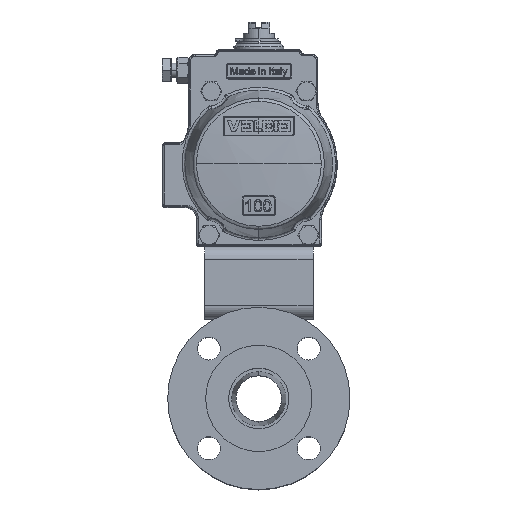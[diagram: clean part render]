
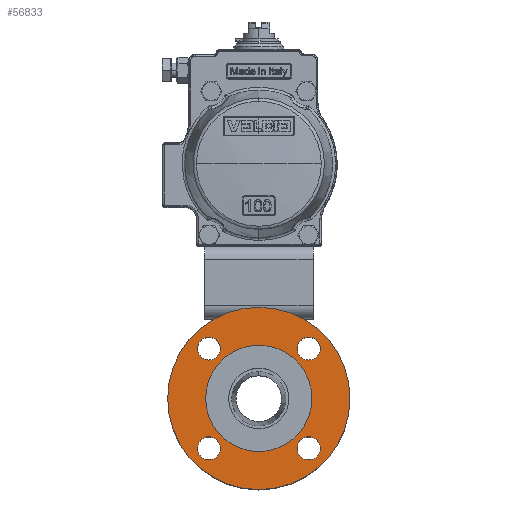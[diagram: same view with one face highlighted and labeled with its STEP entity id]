
A CAD part, top view. The second image highlights one B-rep face of the part: STEP entity #56833.
In plain terms, the highlighted planar face has unit normal (0, 0, 1).
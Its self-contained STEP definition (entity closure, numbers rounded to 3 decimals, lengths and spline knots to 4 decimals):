
#365 = EDGE_CURVE ( 'NONE', #13142, #29939, #64505, .T. ) ;
#2417 = EDGE_CURVE ( 'NONE', #29939, #13142, #10117, .T. ) ;
#3816 = AXIS2_PLACEMENT_3D ( 'NONE', #31829, #70358, #37334 ) ;
#4053 = ORIENTED_EDGE ( 'NONE', *, *, #365, .F. ) ;
#5340 = AXIS2_PLACEMENT_3D ( 'NONE', #31893, #70419, #37390 ) ;
#7475 = EDGE_CURVE ( 'NONE', #42997, #39295, #48632, .T. ) ;
#8434 = DIRECTION ( 'NONE',  ( 0., 0., -1. ) ) ;
#10117 = CIRCLE ( 'NONE', #57687, 0.3185 ) ;
#10646 = DIRECTION ( 'NONE',  ( 0., 0., 1. ) ) ;
#11609 = FACE_OUTER_BOUND ( 'NONE', #68506, .T. ) ;
#12585 = CARTESIAN_POINT ( 'NONE',  ( 1.0605, 1.379, 2.397 ) ) ;
#12707 = EDGE_CURVE ( 'NONE', #27611, #45132, #19025, .T. ) ;
#13142 = VERTEX_POINT ( 'NONE', #22864 ) ;
#13306 = ORIENTED_EDGE ( 'NONE', *, *, #52248, .F. ) ;
#13382 = FACE_BOUND ( 'NONE', #43668, .T. ) ;
#13764 = CARTESIAN_POINT ( 'NONE',  ( 1.379, 1.379, 2.397 ) ) ;
#13841 = AXIS2_PLACEMENT_3D ( 'NONE', #26379, #64853, #31888 ) ;
#14176 = CARTESIAN_POINT ( 'NONE',  ( 1.6975, 1.379, 2.397 ) ) ;
#15720 = DIRECTION ( 'NONE',  ( -1., 0., 0. ) ) ;
#17357 = EDGE_CURVE ( 'NONE', #45132, #27611, #17649, .T. ) ;
#17561 = ORIENTED_EDGE ( 'NONE', *, *, #2417, .F. ) ;
#17649 = CIRCLE ( 'NONE', #29718, 0.3185 ) ;
#17960 = AXIS2_PLACEMENT_3D ( 'NONE', #65013, #10646, #15720 ) ;
#18043 = CARTESIAN_POINT ( 'NONE',  ( -1.379, 1.379, 2.397 ) ) ;
#18538 = EDGE_CURVE ( 'NONE', #53578, #30421, #34306, .T. ) ;
#18950 = CARTESIAN_POINT ( 'NONE',  ( 1.379, 1.379, 2.397 ) ) ;
#19025 = CIRCLE ( 'NONE', #37303, 0.3185 ) ;
#19160 = PLANE ( 'NONE',  #35822 ) ;
#19201 = VERTEX_POINT ( 'NONE', #44463 ) ;
#19203 = CIRCLE ( 'NONE', #13841, 0.3185 ) ;
#19269 = ORIENTED_EDGE ( 'NONE', *, *, #49741, .F. ) ;
#19291 = DIRECTION ( 'NONE',  ( 1., 0., 0. ) ) ;
#19587 = DIRECTION ( 'NONE',  ( 0., 0., 1. ) ) ;
#21287 = EDGE_LOOP ( 'NONE', ( #52286, #52969 ) ) ;
#21381 = CARTESIAN_POINT ( 'NONE',  ( 0., 0., 2.397 ) ) ;
#22303 = EDGE_CURVE ( 'NONE', #63956, #60911, #27159, .T. ) ;
#22688 = ORIENTED_EDGE ( 'NONE', *, *, #22303, .F. ) ;
#22864 = CARTESIAN_POINT ( 'NONE',  ( -1.379, -1.0605, 2.397 ) ) ;
#23588 = DIRECTION ( 'NONE',  ( 0., 1., 0. ) ) ;
#24474 = DIRECTION ( 'NONE',  ( 1., 0., 0. ) ) ;
#24674 = CARTESIAN_POINT ( 'NONE',  ( 0., 1.4695, 2.397 ) ) ;
#24675 = ORIENTED_EDGE ( 'NONE', *, *, #63016, .F. ) ;
#26257 = FACE_BOUND ( 'NONE', #50821, .T. ) ;
#26379 = CARTESIAN_POINT ( 'NONE',  ( -1.379, 1.379, 2.397 ) ) ;
#26409 = DIRECTION ( 'NONE',  ( 0., 0., 1. ) ) ;
#26917 = DIRECTION ( 'NONE',  ( 0., 1., 0. ) ) ;
#27159 = CIRCLE ( 'NONE', #47409, 0.3185 ) ;
#27611 = VERTEX_POINT ( 'NONE', #40193 ) ;
#29326 = CARTESIAN_POINT ( 'NONE',  ( -1.6975, 1.379, 2.397 ) ) ;
#29718 = AXIS2_PLACEMENT_3D ( 'NONE', #59351, #26409, #64878 ) ;
#29834 = CARTESIAN_POINT ( 'NONE',  ( -1.0605, 1.379, 2.397 ) ) ;
#29939 = VERTEX_POINT ( 'NONE', #70799 ) ;
#30421 = VERTEX_POINT ( 'NONE', #29326 ) ;
#31388 = EDGE_CURVE ( 'NONE', #60911, #63956, #58527, .T. ) ;
#31829 = CARTESIAN_POINT ( 'NONE',  ( 0., 0., 2.397 ) ) ;
#31888 = DIRECTION ( 'NONE',  ( 0., 1., 0. ) ) ;
#31893 = CARTESIAN_POINT ( 'NONE',  ( 0., 0., 2.397 ) ) ;
#32487 = AXIS2_PLACEMENT_3D ( 'NONE', #13764, #52217, #19291 ) ;
#34306 = CIRCLE ( 'NONE', #35287, 0.3185 ) ;
#34627 = EDGE_CURVE ( 'NONE', #39295, #42997, #44538, .T. ) ;
#34703 = ORIENTED_EDGE ( 'NONE', *, *, #17357, .F. ) ;
#35287 = AXIS2_PLACEMENT_3D ( 'NONE', #18043, #56525, #23588 ) ;
#35329 = CARTESIAN_POINT ( 'NONE',  ( 0., 2.521, 2.397 ) ) ;
#35822 = AXIS2_PLACEMENT_3D ( 'NONE', #24674, #51847, #63167 ) ;
#36128 = CARTESIAN_POINT ( 'NONE',  ( 0., 1.4695, 2.397 ) ) ;
#37303 = AXIS2_PLACEMENT_3D ( 'NONE', #52509, #19587, #58049 ) ;
#37334 = DIRECTION ( 'NONE',  ( 0., 1., 0. ) ) ;
#37390 = DIRECTION ( 'NONE',  ( 0., 1., 0. ) ) ;
#39101 = FACE_BOUND ( 'NONE', #67810, .T. ) ;
#39295 = VERTEX_POINT ( 'NONE', #54959 ) ;
#39345 = DIRECTION ( 'NONE',  ( 0., 0., 1. ) ) ;
#39503 = CARTESIAN_POINT ( 'NONE',  ( -1.379, -1.379, 2.397 ) ) ;
#40193 = CARTESIAN_POINT ( 'NONE',  ( 1.379, -1.6975, 2.397 ) ) ;
#41325 = CARTESIAN_POINT ( 'NONE',  ( 0., 0., 2.397 ) ) ;
#41988 = ORIENTED_EDGE ( 'NONE', *, *, #18538, .F. ) ;
#42545 = AXIS2_PLACEMENT_3D ( 'NONE', #21381, #59848, #26917 ) ;
#42824 = ORIENTED_EDGE ( 'NONE', *, *, #31388, .F. ) ;
#42997 = VERTEX_POINT ( 'NONE', #36128 ) ;
#43668 = EDGE_LOOP ( 'NONE', ( #63195, #34703 ) ) ;
#43994 = CIRCLE ( 'NONE', #42545, 2.521 ) ;
#44463 = CARTESIAN_POINT ( 'NONE',  ( 0., -2.521, 2.397 ) ) ;
#44538 = CIRCLE ( 'NONE', #5340, 1.4695 ) ;
#45132 = VERTEX_POINT ( 'NONE', #71108 ) ;
#46893 = DIRECTION ( 'NONE',  ( 0., 1., 0. ) ) ;
#47409 = AXIS2_PLACEMENT_3D ( 'NONE', #18950, #57423, #24474 ) ;
#48632 = CIRCLE ( 'NONE', #65277, 1.4695 ) ;
#49741 = EDGE_CURVE ( 'NONE', #30421, #53578, #19203, .T. ) ;
#50821 = EDGE_LOOP ( 'NONE', ( #41988, #19269 ) ) ;
#51847 = DIRECTION ( 'NONE',  ( 0., 0., 1. ) ) ;
#52217 = DIRECTION ( 'NONE',  ( 0., 0., 1. ) ) ;
#52248 = EDGE_CURVE ( 'NONE', #59858, #19201, #43994, .T. ) ;
#52286 = ORIENTED_EDGE ( 'NONE', *, *, #7475, .T. ) ;
#52509 = CARTESIAN_POINT ( 'NONE',  ( 1.379, -1.379, 2.397 ) ) ;
#52969 = ORIENTED_EDGE ( 'NONE', *, *, #34627, .T. ) ;
#53578 = VERTEX_POINT ( 'NONE', #29834 ) ;
#53763 = FACE_BOUND ( 'NONE', #67887, .T. ) ;
#54959 = CARTESIAN_POINT ( 'NONE',  ( 0., -1.4695, 2.397 ) ) ;
#56525 = DIRECTION ( 'NONE',  ( 0., 0., 1. ) ) ;
#56833 = ADVANCED_FACE ( 'NONE', ( #26257, #53763, #13382, #39101, #68455, #11609 ), #19160, .T. ) ;
#57423 = DIRECTION ( 'NONE',  ( 0., 0., 1. ) ) ;
#57687 = AXIS2_PLACEMENT_3D ( 'NONE', #39503, #39345, #67803 ) ;
#58049 = DIRECTION ( 'NONE',  ( 0., -1., 0. ) ) ;
#58527 = CIRCLE ( 'NONE', #32487, 0.3185 ) ;
#59351 = CARTESIAN_POINT ( 'NONE',  ( 1.379, -1.379, 2.397 ) ) ;
#59848 = DIRECTION ( 'NONE',  ( 0., 0., -1. ) ) ;
#59858 = VERTEX_POINT ( 'NONE', #35329 ) ;
#60911 = VERTEX_POINT ( 'NONE', #12585 ) ;
#63016 = EDGE_CURVE ( 'NONE', #19201, #59858, #68895, .T. ) ;
#63167 = DIRECTION ( 'NONE',  ( 0., -1., 0. ) ) ;
#63195 = ORIENTED_EDGE ( 'NONE', *, *, #12707, .F. ) ;
#63956 = VERTEX_POINT ( 'NONE', #14176 ) ;
#64505 = CIRCLE ( 'NONE', #17960, 0.3185 ) ;
#64853 = DIRECTION ( 'NONE',  ( 0., 0., 1. ) ) ;
#64878 = DIRECTION ( 'NONE',  ( 0., -1., 0. ) ) ;
#65013 = CARTESIAN_POINT ( 'NONE',  ( -1.379, -1.379, 2.397 ) ) ;
#65277 = AXIS2_PLACEMENT_3D ( 'NONE', #41325, #8434, #46893 ) ;
#67803 = DIRECTION ( 'NONE',  ( -1., 0., 0. ) ) ;
#67810 = EDGE_LOOP ( 'NONE', ( #22688, #42824 ) ) ;
#67887 = EDGE_LOOP ( 'NONE', ( #17561, #4053 ) ) ;
#68455 = FACE_BOUND ( 'NONE', #21287, .T. ) ;
#68506 = EDGE_LOOP ( 'NONE', ( #13306, #24675 ) ) ;
#68895 = CIRCLE ( 'NONE', #3816, 2.521 ) ;
#70358 = DIRECTION ( 'NONE',  ( 0., 0., -1. ) ) ;
#70419 = DIRECTION ( 'NONE',  ( 0., 0., -1. ) ) ;
#70799 = CARTESIAN_POINT ( 'NONE',  ( -1.379, -1.6975, 2.397 ) ) ;
#71108 = CARTESIAN_POINT ( 'NONE',  ( 1.379, -1.0605, 2.397 ) ) ;
